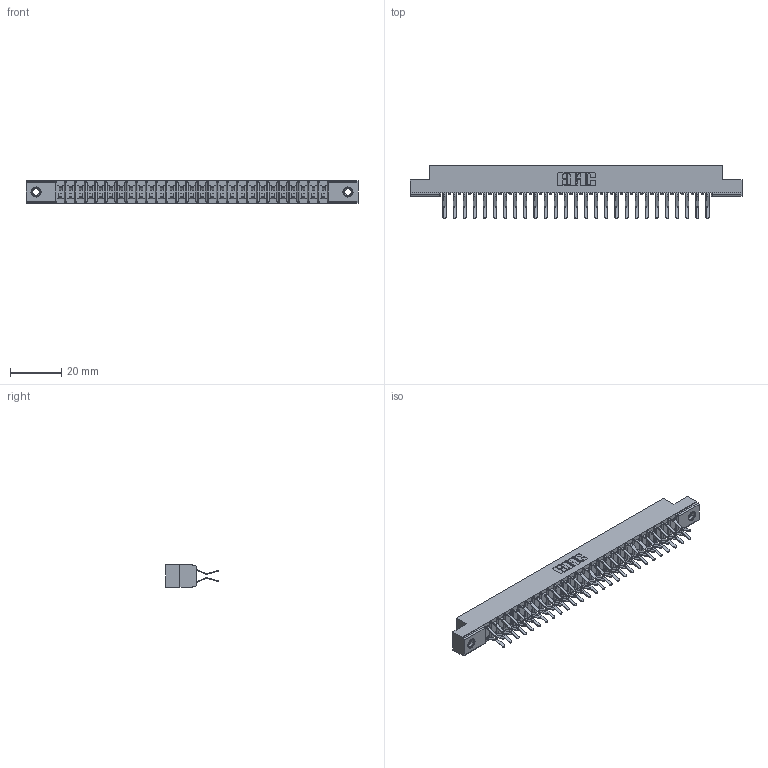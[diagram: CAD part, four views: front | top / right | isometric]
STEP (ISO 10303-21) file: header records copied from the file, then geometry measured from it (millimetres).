
FILE_DESCRIPTION (( 'STEP AP203' ), '1' );
FILE_NAME ('357-054-560-207.STEP', '2018-08-11T17:17:51', ( '' ), ( '' ), 'SwSTEP 2.0', 'SolidWorks 2016', '' );
FILE_SCHEMA (( 'CONFIG_CONTROL_DESIGN' ));
Length unit declared in the file: inch
Products named in the file (4): 307 Part_.156 Dia Mounting Holes; 307-290-001_560; 345-250-001_345-250-005-103; 357-054-560-207
Assembly tree (57 placements, depth 2):
  357-054-560-207
    307 Part_.156 Dia Mounting Holes
    307-290-001_560  x54
    345-250-001_345-250-005-103  x2
Bounding box: 130 x 20.73 x 8.71 mm (x, y, z)
Volume: 8556.4 mm3; surface area: 15820.4 mm2
Topology: 57 solids, 57 shells, 2906 faces, 8127 edges, 5262 vertices
Faces by surface type: plane 1884, cylinder 950, sphere 56, cone 12, torus 4
Entity records: 27149 total; most frequent: CARTESIAN_POINT 4430, ORIENTED_EDGE 4382, DIRECTION 4355, EDGE_CURVE 2191, VECTOR 1673, LINE 1673, VERTEX_POINT 1416, AXIS2_PLACEMENT_3D 1341
